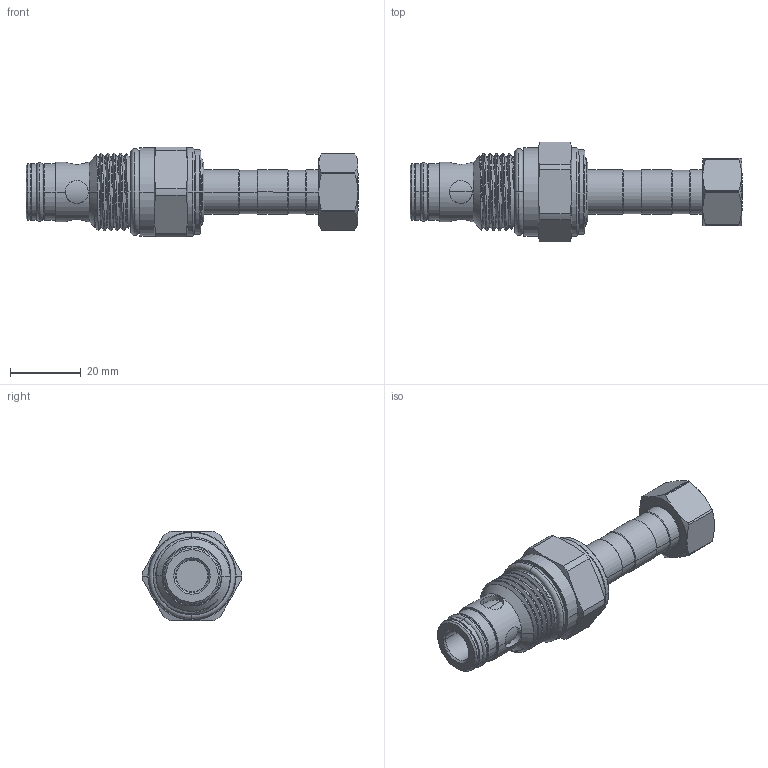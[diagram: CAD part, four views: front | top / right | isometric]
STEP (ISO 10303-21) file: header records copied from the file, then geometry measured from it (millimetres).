
FILE_DESCRIPTION (( 'STEP AP203' ), '1' );
FILE_NAME ('EP10W2A01N05-H.STEP', '2022-12-20T01:52:49', ( '' ), ( '' ), 'SwSTEP 2.0', 'SolidWorks 2018', '' );
FILE_SCHEMA (( 'CONFIG_CONTROL_DESIGN' ));
Length unit declared in the file: millimetre
Products named in the file (1): EP10W2A01N05-H
Bounding box: 94.08 x 28.3 x 25.4 mm (x, y, z)
Volume: 27614.2 mm3; surface area: 13477.3 mm2
Topology: 7 solids, 7 shells, 254 faces, 576 edges, 348 vertices
Faces by surface type: cylinder 112, cone 59, torus 36, plane 36, bspline 11
Entity records: 14383 total; most frequent: CARTESIAN_POINT 8831, DIRECTION 1163, ORIENTED_EDGE 1152, EDGE_CURVE 576, AXIS2_PLACEMENT_3D 497, VERTEX_POINT 348, EDGE_LOOP 274, FACE_OUTER_BOUND 254
